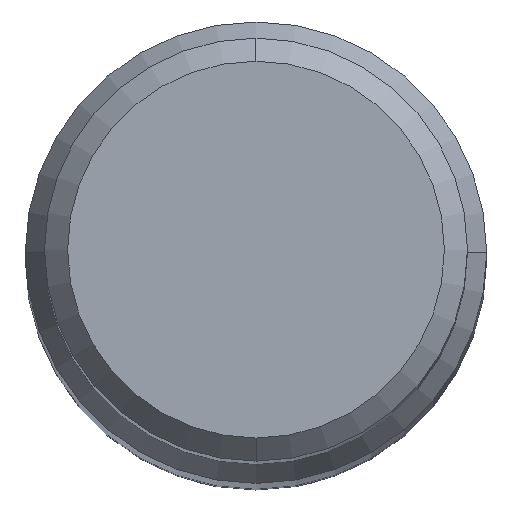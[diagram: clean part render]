
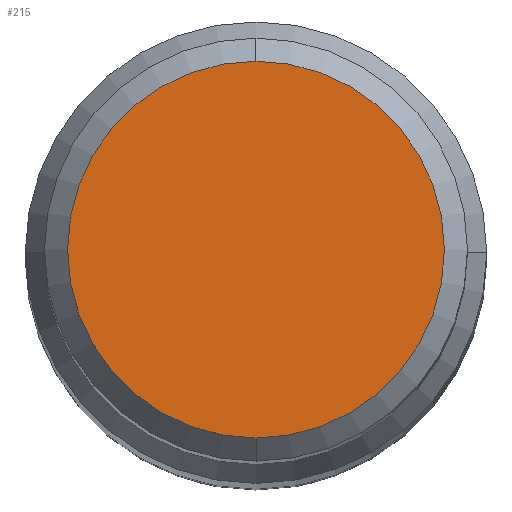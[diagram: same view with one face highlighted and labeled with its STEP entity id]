
A CAD part, top view. The second image highlights one B-rep face of the part: STEP entity #215.
In plain terms, the highlighted planar face has unit normal (0, 0, 1).
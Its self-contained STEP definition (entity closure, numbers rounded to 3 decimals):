
#111=EDGE_CURVE('',#147,#137,#259,.T.);
#129=EDGE_CURVE('',#137,#147,#280,.T.);
#137=VERTEX_POINT('',#288);
#147=VERTEX_POINT('',#298);
#215=ADVANCED_FACE('',(#376),#377,.T.);
#259=CIRCLE('',#419,4.9);
#280=CIRCLE('',#445,4.9);
#288=CARTESIAN_POINT('',(0.,-4.9,0.0));
#298=CARTESIAN_POINT('',(0.0,4.9,0.0));
#376=FACE_OUTER_BOUND('',#562,.T.);
#377=PLANE('',#563);
#419=AXIS2_PLACEMENT_3D('',#592,#593,#594);
#445=AXIS2_PLACEMENT_3D('',#625,#626,#627);
#562=EDGE_LOOP('',(#755,#756));
#563=AXIS2_PLACEMENT_3D('',#757,#758,#759);
#592=CARTESIAN_POINT('',(0.0,0.0,0.0));
#593=DIRECTION('',(0.0,0.0,-1.0));
#594=DIRECTION('',(0.0,1.0,0.0));
#625=CARTESIAN_POINT('',(0.0,0.0,0.0));
#626=DIRECTION('',(0.0,0.0,-1.0));
#627=DIRECTION('',(0.0,1.0,0.0));
#755=ORIENTED_EDGE('',*,*,#111,.F.);
#756=ORIENTED_EDGE('',*,*,#129,.F.);
#757=CARTESIAN_POINT('',(0.0,2.45,0.0));
#758=DIRECTION('',(-0.0,0.0,1.0));
#759=DIRECTION('',(0.0,-1.0,0.0));
